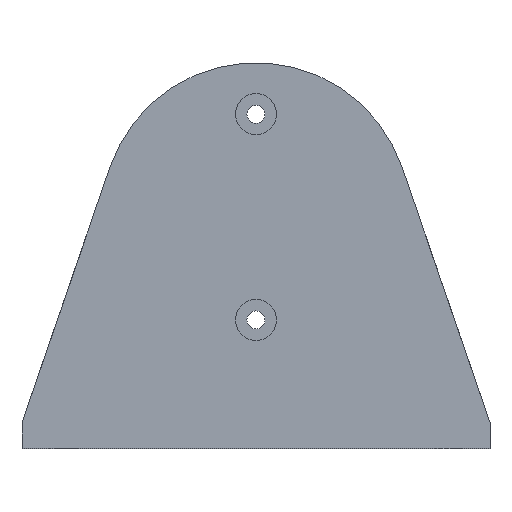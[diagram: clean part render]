
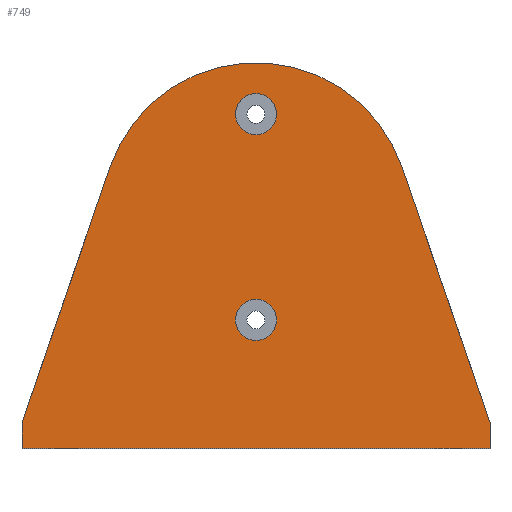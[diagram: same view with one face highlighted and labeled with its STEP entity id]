
A CAD part, top view. The second image highlights one B-rep face of the part: STEP entity #749.
In plain terms, the highlighted planar face has unit normal (0, 0, 1).
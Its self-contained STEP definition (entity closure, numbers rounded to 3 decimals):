
#12 = ORIENTED_EDGE ( 'NONE', *, *, #142, .T. ) ;
#16 = CARTESIAN_POINT ( 'NONE',  ( 45.5, 5., 20.5 ) ) ;
#35 = ORIENTED_EDGE ( 'NONE', *, *, #2010, .T. ) ;
#41 = CIRCLE ( 'NONE', #1564, 4. ) ;
#69 = DIRECTION ( 'NONE',  ( -0.326, 0.946, 0. ) ) ;
#78 = CARTESIAN_POINT ( 'NONE',  ( -4., 65., 20.5 ) ) ;
#96 = DIRECTION ( 'NONE',  ( 0., 0., -1. ) ) ;
#130 = CIRCLE ( 'NONE', #1385, 4. ) ;
#142 = EDGE_CURVE ( 'NONE', #2735, #2480, #2054, .T. ) ;
#175 = VERTEX_POINT ( 'NONE', #1604 ) ;
#220 = CIRCLE ( 'NONE', #569, 30. ) ;
#254 = VERTEX_POINT ( 'NONE', #320 ) ;
#273 = DIRECTION ( 'NONE',  ( 1., 0., 0. ) ) ;
#320 = CARTESIAN_POINT ( 'NONE',  ( 45.5, 5., 20.5 ) ) ;
#369 = ORIENTED_EDGE ( 'NONE', *, *, #2754, .T. ) ;
#437 = FACE_OUTER_BOUND ( 'NONE', #1237, .T. ) ;
#440 = VERTEX_POINT ( 'NONE', #1846 ) ;
#449 = CARTESIAN_POINT ( 'NONE',  ( -45.5, 5., 20.5 ) ) ;
#569 = AXIS2_PLACEMENT_3D ( 'NONE', #1087, #2180, #1524 ) ;
#581 = EDGE_CURVE ( 'NONE', #254, #1520, #709, .T. ) ;
#630 = VERTEX_POINT ( 'NONE', #1748 ) ;
#693 = CARTESIAN_POINT ( 'NONE',  ( 0., 25., 20.5 ) ) ;
#699 = VERTEX_POINT ( 'NONE', #78 ) ;
#709 = LINE ( 'NONE', #1344, #1918 ) ;
#721 = EDGE_CURVE ( 'NONE', #1520, #2102, #220, .T. ) ;
#734 = AXIS2_PLACEMENT_3D ( 'NONE', #1123, #96, #2223 ) ;
#749 = ADVANCED_FACE ( 'NONE', ( #1985, #1509, #437 ), #1291, .T. ) ;
#904 = VECTOR ( 'NONE', #1275, 1000. ) ;
#920 = DIRECTION ( 'NONE',  ( 0., -1., 0. ) ) ;
#965 = VECTOR ( 'NONE', #2042, 1000. ) ;
#990 = CARTESIAN_POINT ( 'NONE',  ( -45.5, 0., 20.5 ) ) ;
#1025 = DIRECTION ( 'NONE',  ( -1., 0., 0. ) ) ;
#1066 = ORIENTED_EDGE ( 'NONE', *, *, #1406, .T. ) ;
#1087 = CARTESIAN_POINT ( 'NONE',  ( 0., 45., 20.5 ) ) ;
#1123 = CARTESIAN_POINT ( 'NONE',  ( 0., 25., 20.5 ) ) ;
#1134 = ORIENTED_EDGE ( 'NONE', *, *, #2369, .T. ) ;
#1202 = CIRCLE ( 'NONE', #2147, 4. ) ;
#1237 = EDGE_LOOP ( 'NONE', ( #2295, #1826, #1951, #2332, #1134, #12 ) ) ;
#1250 = VERTEX_POINT ( 'NONE', #1896 ) ;
#1275 = DIRECTION ( 'NONE',  ( -1., 0., 0. ) ) ;
#1291 = PLANE ( 'NONE',  #2493 ) ;
#1304 = EDGE_CURVE ( 'NONE', #175, #2480, #2743, .T. ) ;
#1344 = CARTESIAN_POINT ( 'NONE',  ( 45.5, 5., 20.5 ) ) ;
#1355 = EDGE_LOOP ( 'NONE', ( #1472, #1066 ) ) ;
#1385 = AXIS2_PLACEMENT_3D ( 'NONE', #1968, #2415, #1939 ) ;
#1406 = EDGE_CURVE ( 'NONE', #1250, #699, #130, .T. ) ;
#1472 = ORIENTED_EDGE ( 'NONE', *, *, #2391, .T. ) ;
#1504 = DIRECTION ( 'NONE',  ( 0., 0., -1. ) ) ;
#1509 = FACE_BOUND ( 'NONE', #1893, .T. ) ;
#1520 = VERTEX_POINT ( 'NONE', #2193 ) ;
#1524 = DIRECTION ( 'NONE',  ( 1., 0., 0. ) ) ;
#1561 = EDGE_CURVE ( 'NONE', #254, #175, #1755, .T. ) ;
#1564 = AXIS2_PLACEMENT_3D ( 'NONE', #693, #2184, #2600 ) ;
#1591 = CARTESIAN_POINT ( 'NONE',  ( -45.5, 5., 20.5 ) ) ;
#1604 = CARTESIAN_POINT ( 'NONE',  ( 45.5, 0., 20.5 ) ) ;
#1746 = CARTESIAN_POINT ( 'NONE',  ( -45.5, 5., 20.5 ) ) ;
#1748 = CARTESIAN_POINT ( 'NONE',  ( 4., 25., 20.5 ) ) ;
#1755 = LINE ( 'NONE', #16, #2496 ) ;
#1826 = ORIENTED_EDGE ( 'NONE', *, *, #1561, .F. ) ;
#1846 = CARTESIAN_POINT ( 'NONE',  ( -4., 25., 20.5 ) ) ;
#1893 = EDGE_LOOP ( 'NONE', ( #35, #369 ) ) ;
#1896 = CARTESIAN_POINT ( 'NONE',  ( 4., 65., 20.5 ) ) ;
#1918 = VECTOR ( 'NONE', #69, 1000. ) ;
#1939 = DIRECTION ( 'NONE',  ( -1., 0., 0. ) ) ;
#1951 = ORIENTED_EDGE ( 'NONE', *, *, #581, .T. ) ;
#1968 = CARTESIAN_POINT ( 'NONE',  ( 0., 65., 20.5 ) ) ;
#1985 = FACE_BOUND ( 'NONE', #1355, .T. ) ;
#2010 = EDGE_CURVE ( 'NONE', #440, #630, #2699, .T. ) ;
#2042 = DIRECTION ( 'NONE',  ( 0., -1., 0. ) ) ;
#2054 = LINE ( 'NONE', #1591, #965 ) ;
#2102 = VERTEX_POINT ( 'NONE', #2361 ) ;
#2120 = LINE ( 'NONE', #449, #2232 ) ;
#2147 = AXIS2_PLACEMENT_3D ( 'NONE', #2313, #1504, #1025 ) ;
#2152 = DIRECTION ( 'NONE',  ( 0., 0., 1. ) ) ;
#2164 = CARTESIAN_POINT ( 'NONE',  ( 0., 0., 20.5 ) ) ;
#2180 = DIRECTION ( 'NONE',  ( 0., 0., 1. ) ) ;
#2184 = DIRECTION ( 'NONE',  ( 0., 0., -1. ) ) ;
#2193 = CARTESIAN_POINT ( 'NONE',  ( 28.366, 54.766, 20.5 ) ) ;
#2223 = DIRECTION ( 'NONE',  ( -1., 0., 0. ) ) ;
#2232 = VECTOR ( 'NONE', #2518, 1000. ) ;
#2295 = ORIENTED_EDGE ( 'NONE', *, *, #1304, .F. ) ;
#2313 = CARTESIAN_POINT ( 'NONE',  ( 0., 65., 20.5 ) ) ;
#2332 = ORIENTED_EDGE ( 'NONE', *, *, #721, .T. ) ;
#2361 = CARTESIAN_POINT ( 'NONE',  ( -28.366, 54.766, 20.5 ) ) ;
#2369 = EDGE_CURVE ( 'NONE', #2102, #2735, #2120, .T. ) ;
#2375 = CARTESIAN_POINT ( 'NONE',  ( 0., 5., 20.5 ) ) ;
#2391 = EDGE_CURVE ( 'NONE', #699, #1250, #1202, .T. ) ;
#2415 = DIRECTION ( 'NONE',  ( 0., 0., -1. ) ) ;
#2480 = VERTEX_POINT ( 'NONE', #990 ) ;
#2493 = AXIS2_PLACEMENT_3D ( 'NONE', #2375, #2152, #273 ) ;
#2496 = VECTOR ( 'NONE', #920, 1000. ) ;
#2518 = DIRECTION ( 'NONE',  ( -0.326, -0.946, 0. ) ) ;
#2600 = DIRECTION ( 'NONE',  ( -1., 0., 0. ) ) ;
#2699 = CIRCLE ( 'NONE', #734, 4. ) ;
#2735 = VERTEX_POINT ( 'NONE', #1746 ) ;
#2743 = LINE ( 'NONE', #2164, #904 ) ;
#2754 = EDGE_CURVE ( 'NONE', #630, #440, #41, .T. ) ;
